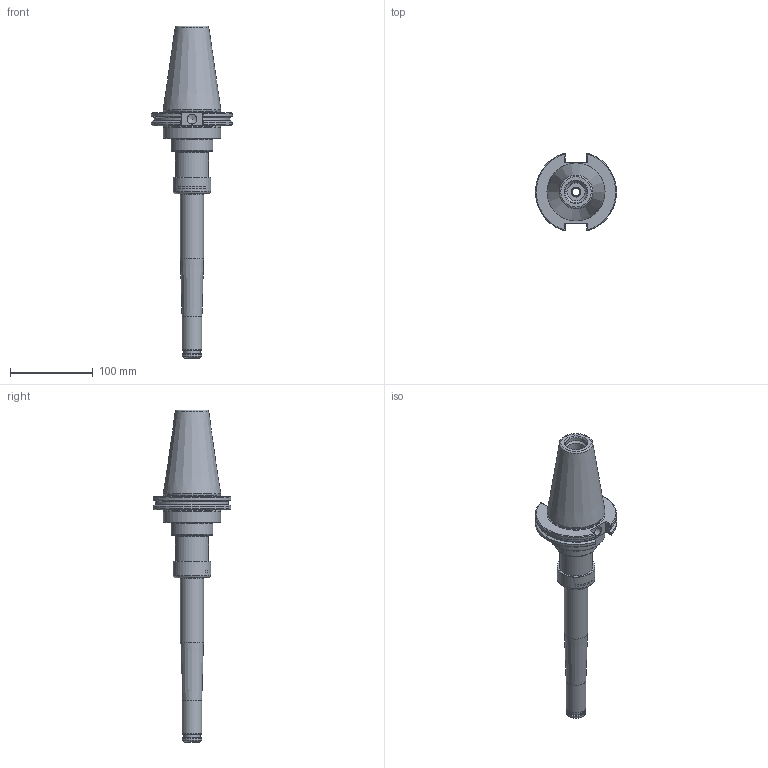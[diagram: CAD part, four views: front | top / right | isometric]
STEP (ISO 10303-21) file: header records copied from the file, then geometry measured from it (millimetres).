
FILE_DESCRIPTION(/* description */ (''),/* implementation_level */ '2;1');
FILE_NAME(/* name */ '885373131.stp',/* time_stamp */ '2023-03-15T12:17:11',/* author */ ('Ratnasingam Jekanthan'),/* organization */ ('REGO-FIX'),/* preprocessor_version */ ' Unknown',/* originating_system */ 'SIEMENS PLM Software Solid Edge ST10',/* authorization */ 'Unknown');
FILE_SCHEMA (('AUTOMOTIVE_DESIGN { 1 0 10303 214 2 1 1}'));
Length unit declared in the file: millimetre
Products named in the file (1): NOCUT
Bounding box: 98.08 x 94.39 x 401.9 mm (x, y, z)
Volume: 542458.7 mm3; surface area: 91753.3 mm2
Topology: 1 solids, 3 shells, 168 faces, 400 edges, 250 vertices
Faces by surface type: plane 48, cylinder 45, cone 42, torus 25, bspline 8
Full cylindrical faces by diameter (mm): 9 x1, 10 x1, 11.7 x1, 13 x1, 15 x1, 19.5 x1, 21.963 x3, 23.8 x1, 24 x2, 24.7 x1, 25 x1, 26.4 x1, 28 x1, 29 x1, 33 x1, 34 x1, 38.376 x1, 40 x1, 40.05 x1, 43.3 x1, 45.65 x1, 50.5 x1, 69.85 x1
Entity records: 5588 total; most frequent: CARTESIAN_POINT 1012, DIRECTION 693, ORIENTED_EDGE 592, AXIS2_PLACEMENT_3D 306, EDGE_CURVE 296, FACE_BOUND 268, EDGE_LOOP 267, VERTEX_POINT 228
